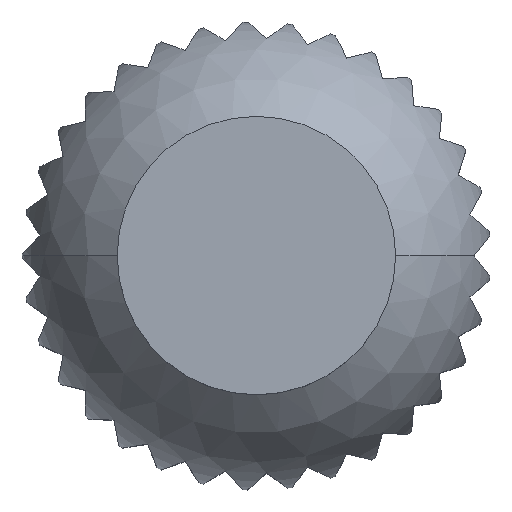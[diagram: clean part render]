
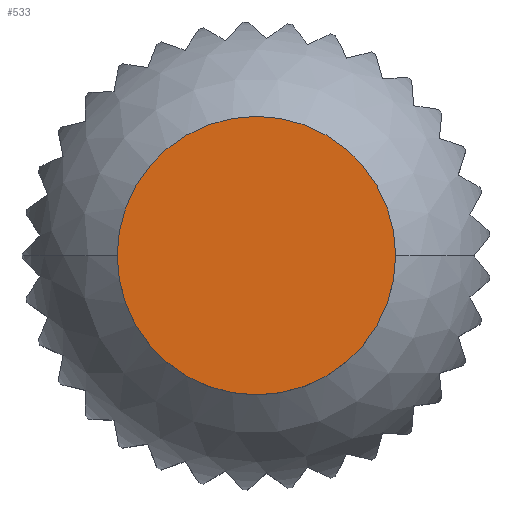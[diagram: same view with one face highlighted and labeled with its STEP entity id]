
A CAD part, top view. The second image highlights one B-rep face of the part: STEP entity #533.
In plain terms, the highlighted planar face has unit normal (0, 0, 1).
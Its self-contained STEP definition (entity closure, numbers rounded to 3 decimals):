
#533=ADVANCED_FACE('',(#1475),#1476,.T.);
#663=EDGE_CURVE('',#831,#1163,#1615,.T.);
#831=VERTEX_POINT('',#1826);
#943=EDGE_CURVE('',#1163,#831,#1954,.T.);
#1163=VERTEX_POINT('',#2218);
#1475=FACE_OUTER_BOUND('',#2583,.T.);
#1476=PLANE('',#2584);
#1615=CIRCLE('',#2837,9.5);
#1826=CARTESIAN_POINT('',(9.5,0.,78.));
#1954=CIRCLE('',#3284,9.5);
#2218=CARTESIAN_POINT('',(-9.5,0.,78.));
#2583=EDGE_LOOP('',(#4087,#4088));
#2584=AXIS2_PLACEMENT_3D('',#4089,#4090,#4091);
#2837=AXIS2_PLACEMENT_3D('',#4227,#4228,#4229);
#3284=AXIS2_PLACEMENT_3D('',#4663,#4664,#4665);
#4087=ORIENTED_EDGE('',*,*,#663,.T.);
#4088=ORIENTED_EDGE('',*,*,#943,.T.);
#4089=CARTESIAN_POINT('',(4.75,0.,78.));
#4090=DIRECTION('',(0.0,0.0,1.0));
#4091=DIRECTION('',(-1.0,0.,0.0));
#4227=CARTESIAN_POINT('',(0.,0.,78.));
#4228=DIRECTION('',(0.0,0.0,1.0));
#4229=DIRECTION('',(1.0,0.,0.0));
#4663=CARTESIAN_POINT('',(0.,0.,78.));
#4664=DIRECTION('',(0.0,0.0,1.0));
#4665=DIRECTION('',(1.0,0.,0.0));
